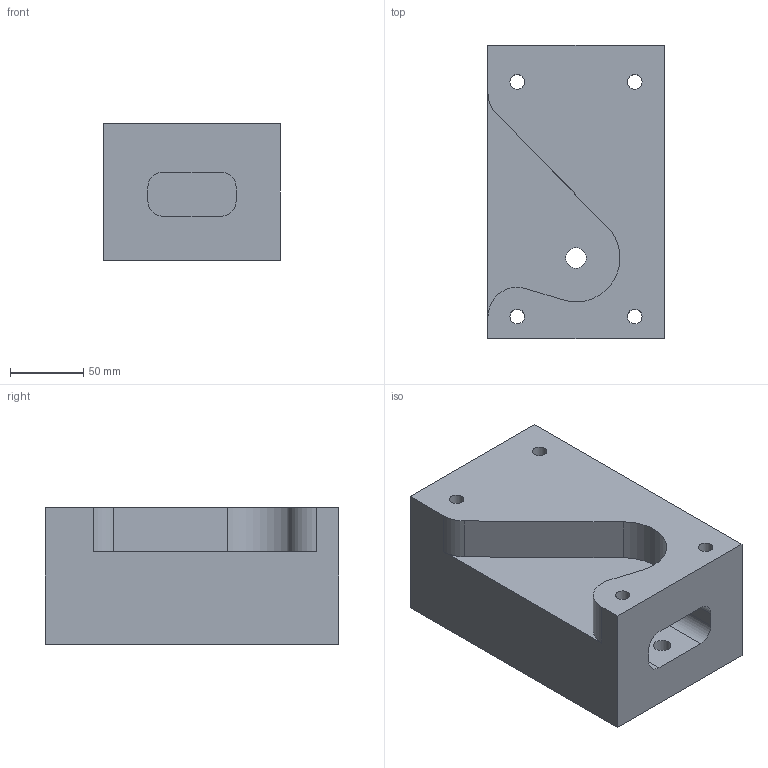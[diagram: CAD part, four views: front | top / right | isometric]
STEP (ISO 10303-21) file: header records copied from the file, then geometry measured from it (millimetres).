
FILE_DESCRIPTION(/* description */ (''),/* implementation_level */ '2;1');
FILE_NAME(/* name */ 'BF20_Spindle_Adaptor v179.step',/* time_stamp */ '2020-09-13T21:56:02+02:00',/* author */ (''),/* organization */ (''),/* preprocessor_version */ 'ST-DEVELOPER v18.1',/* originating_system */ 'Autodesk Translation Framework v9.3.0.1241',/* authorisation */ '');
FILE_SCHEMA (('AUTOMOTIVE_DESIGN { 1 0 10303 214 3 1 1 }'));
Length unit declared in the file: millimetre
Products named in the file (2): BF20_Spindle_Adaptor; Adaptor
Assembly tree (1 placements, depth 2):
  BF20_Spindle_Adaptor
    Adaptor
Bounding box: 120 x 200 x 93 mm (x, y, z)
Volume: 1851833.1 mm3; surface area: 135809.3 mm2
Topology: 1 solids, 1 shells, 37 faces, 87 edges, 58 vertices
Faces by surface type: plane 19, cylinder 18
Full cylindrical faces by diameter (mm): 10 x4, 12 x1, 14 x1, 20 x4, 50 x1
Entity records: 1154 total; most frequent: DIRECTION 203, CARTESIAN_POINT 185, ORIENTED_EDGE 174, EDGE_CURVE 87, AXIS2_PLACEMENT_3D 76, VERTEX_POINT 58, EDGE_LOOP 55, LINE 51
